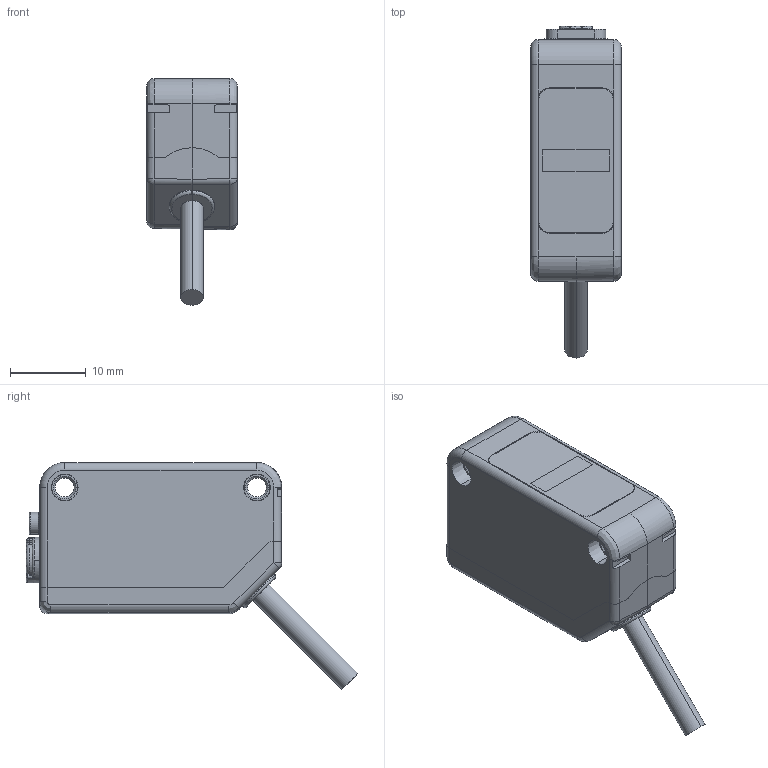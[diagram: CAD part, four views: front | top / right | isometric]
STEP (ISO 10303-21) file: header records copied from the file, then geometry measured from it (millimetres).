
FILE_DESCRIPTION((''),'2;1');
FILE_NAME('136036_ASM','2018-06-14T',('pdmadmin'),('BANNER ENGINEERING'),'CREO PARAMETRIC BY PTC INC, 2016260','CREO PARAMETRIC BY PTC INC, 2016260','');
FILE_SCHEMA(('CONFIG_CONTROL_DESIGN'));
Products named in the file (17): 197895_BODY; 127813; 127800_INSERT; 197895_ASM; 197896; 202552; 202340_ASM; 127812; 127818_CABLE; 08825; 60424; 127817_ASM; 127798; 127799; 127826_ASM; 130386; 136036_ASM
Assembly tree (17 placements, depth 4):
  136036_ASM
    202340_ASM
      197895_ASM
        197895_BODY
        127813
        127800_INSERT  x2
      197896
      202552
    127817_ASM
      127812
      127818_CABLE
      08825
      60424
    127826_ASM
      127798
      127799
    130386
Bounding box: 12 x 43.83 x 29.98 mm (x, y, z)
Volume: 4642 mm3; surface area: 9261.6 mm2
Topology: 13 solids, 16 shells, 1197 faces, 2996 edges, 1838 vertices
Faces by surface type: plane 549, cylinder 333, bspline 126, cone 86, torus 54, sphere 45, revolution 4
Entity records: 42699 total; most frequent: CARTESIAN_POINT 15109, ORIENTED_EDGE 5914, DIRECTION 5323, EDGE_CURVE 2961, VERTEX_POINT 1822, AXIS2_PLACEMENT_3D 1803, VECTOR 1713, LINE 1713
